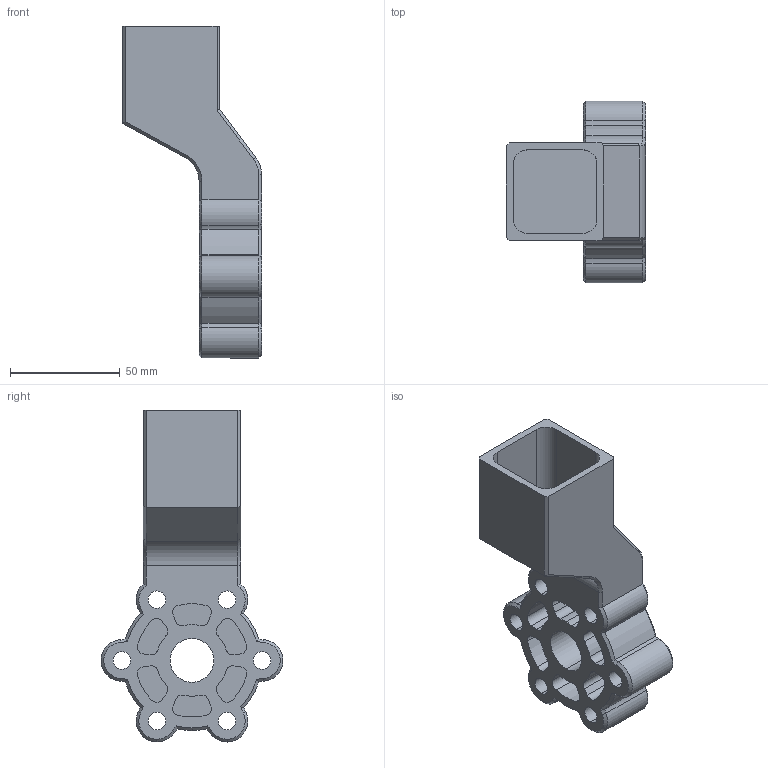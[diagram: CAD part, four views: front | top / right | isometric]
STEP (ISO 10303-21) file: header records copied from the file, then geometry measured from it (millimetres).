
FILE_DESCRIPTION (( 'STEP AP203' ), '1' );
FILE_NAME ('Rear Cap insert.STEP', '2023-01-31T01:48:27', ( '' ), ( '' ), 'SwSTEP 2.0', 'SolidWorks 2021', '' );
FILE_SCHEMA (( 'CONFIG_CONTROL_DESIGN' ));
Length unit declared in the file: inch
Products named in the file (1): Rear Cap insert
Bounding box: 63.5 x 83.05 x 151.54 mm (x, y, z)
Volume: 168009.6 mm3; surface area: 47172.7 mm2
Topology: 1 solids, 1 shells, 181 faces, 457 edges, 285 vertices
Faces by surface type: cylinder 88, cone 49, plane 44
Entity records: 5595 total; most frequent: DIRECTION 1022, CARTESIAN_POINT 996, ORIENTED_EDGE 914, EDGE_CURVE 457, AXIS2_PLACEMENT_3D 407, VERTEX_POINT 285, CIRCLE 225, LINE 208
